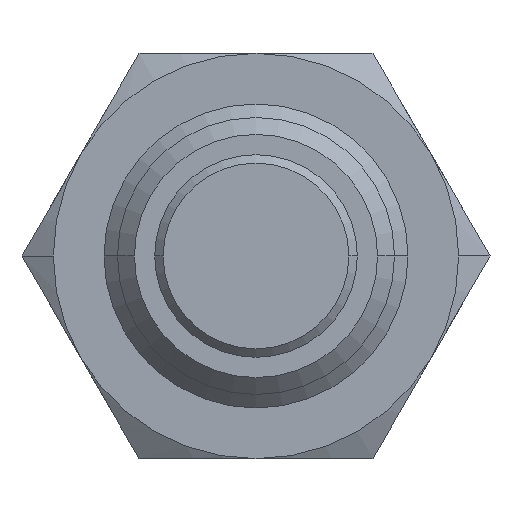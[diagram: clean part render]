
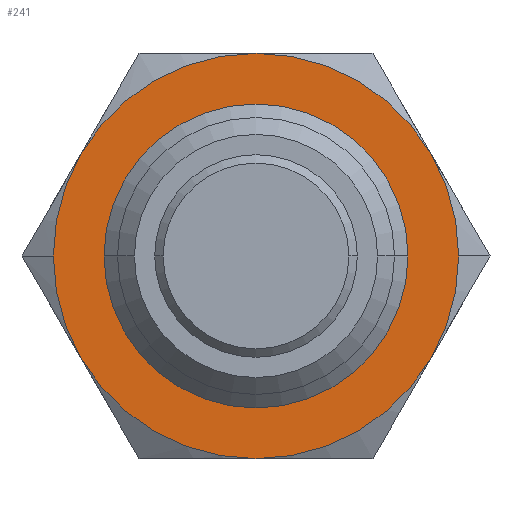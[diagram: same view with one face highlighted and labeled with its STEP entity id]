
A CAD part, front view. The second image highlights one B-rep face of the part: STEP entity #241.
In plain terms, the highlighted planar face has unit normal (0, -1, 0).
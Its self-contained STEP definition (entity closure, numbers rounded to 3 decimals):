
#241=ADVANCED_FACE('',(#429,#430),#431,.T.);
#429=FACE_OUTER_BOUND('',#656,.T.);
#430=FACE_BOUND('',#657,.T.);
#431=PLANE('',#658);
#656=EDGE_LOOP('',(#1229,#1230,#1231,#1232,#1233,#1234,#1235,#1236));
#657=EDGE_LOOP('',(#1237,#1238));
#658=AXIS2_PLACEMENT_3D('',#1239,#1240,#1241);
#1229=ORIENTED_EDGE('',*,*,#1653,.F.);
#1230=ORIENTED_EDGE('',*,*,#1639,.F.);
#1231=ORIENTED_EDGE('',*,*,#1642,.F.);
#1232=ORIENTED_EDGE('',*,*,#1644,.F.);
#1233=ORIENTED_EDGE('',*,*,#1637,.F.);
#1234=ORIENTED_EDGE('',*,*,#1648,.F.);
#1235=ORIENTED_EDGE('',*,*,#1651,.F.);
#1236=ORIENTED_EDGE('',*,*,#1633,.F.);
#1237=ORIENTED_EDGE('',*,*,#1673,.T.);
#1238=ORIENTED_EDGE('',*,*,#1617,.T.);
#1239=CARTESIAN_POINT('',(10.5,-15.0,0.0));
#1240=DIRECTION('',(0.0,-1.0,0.0));
#1241=DIRECTION('',(-1.0,0.0,0.0));
#1617=EDGE_CURVE('',#1915,#1912,#1916,.T.);
#1633=EDGE_CURVE('',#1942,#1945,#1946,.T.);
#1637=EDGE_CURVE('',#1951,#1949,#1953,.T.);
#1639=EDGE_CURVE('',#1955,#1957,#1958,.T.);
#1642=EDGE_CURVE('',#1961,#1955,#1963,.T.);
#1644=EDGE_CURVE('',#1949,#1961,#1965,.T.);
#1648=EDGE_CURVE('',#1969,#1951,#1971,.T.);
#1651=EDGE_CURVE('',#1945,#1969,#1975,.T.);
#1653=EDGE_CURVE('',#1957,#1942,#1977,.T.);
#1673=EDGE_CURVE('',#1912,#1915,#2005,.T.);
#1912=VERTEX_POINT('',#2444);
#1915=VERTEX_POINT('',#2448);
#1916=CIRCLE('',#2449,9.0);
#1942=VERTEX_POINT('',#2504);
#1945=VERTEX_POINT('',#2508);
#1946=CIRCLE('',#2509,12.0);
#1949=VERTEX_POINT('',#2523);
#1951=VERTEX_POINT('',#2526);
#1953=CIRCLE('',#2539,12.0);
#1955=VERTEX_POINT('',#2541);
#1957=VERTEX_POINT('',#2554);
#1958=CIRCLE('',#2555,12.0);
#1961=VERTEX_POINT('',#2569);
#1963=CIRCLE('',#2582,12.0);
#1965=CIRCLE('',#2595,12.0);
#1969=VERTEX_POINT('',#2621);
#1971=CIRCLE('',#2634,12.0);
#1975=CIRCLE('',#2660,12.0);
#1977=CIRCLE('',#2673,12.0);
#2005=CIRCLE('',#2811,9.0);
#2444=CARTESIAN_POINT('',(9.0,-15.0,0.0));
#2448=CARTESIAN_POINT('',(-9.0,-15.0,0.));
#2449=AXIS2_PLACEMENT_3D('',#3431,#3432,#3433);
#2504=CARTESIAN_POINT('',(12.0,-15.0,0.));
#2508=CARTESIAN_POINT('',(10.392,-15.0,-6.0));
#2509=AXIS2_PLACEMENT_3D('',#3457,#3458,#3459);
#2523=CARTESIAN_POINT('',(-12.0,-15.0,0.));
#2526=CARTESIAN_POINT('',(-10.392,-15.0,-6.0));
#2539=AXIS2_PLACEMENT_3D('',#3461,#3462,#3463);
#2541=CARTESIAN_POINT('',(0.,-15.0,12.0));
#2554=CARTESIAN_POINT('',(10.392,-15.0,6.0));
#2555=AXIS2_PLACEMENT_3D('',#3464,#3465,#3466);
#2569=CARTESIAN_POINT('',(-10.392,-15.0,6.0));
#2582=AXIS2_PLACEMENT_3D('',#3467,#3468,#3469);
#2595=AXIS2_PLACEMENT_3D('',#3470,#3471,#3472);
#2621=CARTESIAN_POINT('',(0.0,-15.0,-12.0));
#2634=AXIS2_PLACEMENT_3D('',#3473,#3474,#3475);
#2660=AXIS2_PLACEMENT_3D('',#3476,#3477,#3478);
#2673=AXIS2_PLACEMENT_3D('',#3479,#3480,#3481);
#2811=AXIS2_PLACEMENT_3D('',#3509,#3510,#3511);
#3431=CARTESIAN_POINT('',(0.0,-15.0,0.0));
#3432=DIRECTION('',(0.0,1.0,0.0));
#3433=DIRECTION('',(1.0,0.0,0.0));
#3457=CARTESIAN_POINT('',(0.0,-15.0,0.0));
#3458=DIRECTION('',(0.0,1.0,0.0));
#3459=DIRECTION('',(1.0,0.0,0.0));
#3461=CARTESIAN_POINT('',(0.0,-15.0,0.0));
#3462=DIRECTION('',(0.0,1.0,0.0));
#3463=DIRECTION('',(1.0,0.0,0.0));
#3464=CARTESIAN_POINT('',(0.0,-15.0,0.0));
#3465=DIRECTION('',(0.0,1.0,0.0));
#3466=DIRECTION('',(1.0,0.0,0.0));
#3467=CARTESIAN_POINT('',(0.0,-15.0,0.0));
#3468=DIRECTION('',(0.0,1.0,0.0));
#3469=DIRECTION('',(1.0,0.0,0.0));
#3470=CARTESIAN_POINT('',(0.0,-15.0,0.0));
#3471=DIRECTION('',(0.0,1.0,0.0));
#3472=DIRECTION('',(1.0,0.0,0.0));
#3473=CARTESIAN_POINT('',(0.0,-15.0,0.0));
#3474=DIRECTION('',(0.0,1.0,0.0));
#3475=DIRECTION('',(1.0,0.0,0.0));
#3476=CARTESIAN_POINT('',(0.0,-15.0,0.0));
#3477=DIRECTION('',(0.0,1.0,0.0));
#3478=DIRECTION('',(1.0,0.0,0.0));
#3479=CARTESIAN_POINT('',(0.0,-15.0,0.0));
#3480=DIRECTION('',(0.0,1.0,0.0));
#3481=DIRECTION('',(1.0,0.0,0.0));
#3509=CARTESIAN_POINT('',(0.0,-15.0,0.0));
#3510=DIRECTION('',(0.0,1.0,0.0));
#3511=DIRECTION('',(1.0,0.0,0.0));
